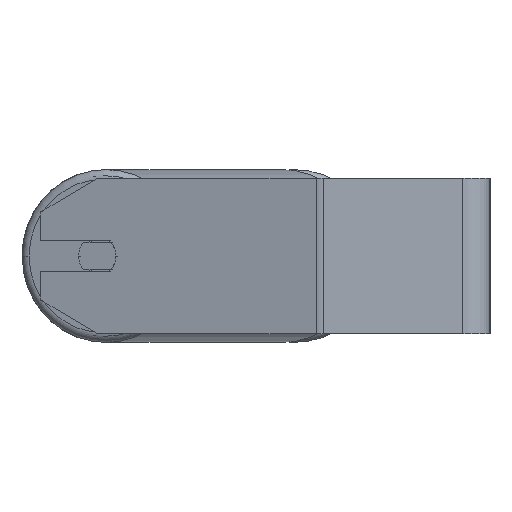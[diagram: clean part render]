
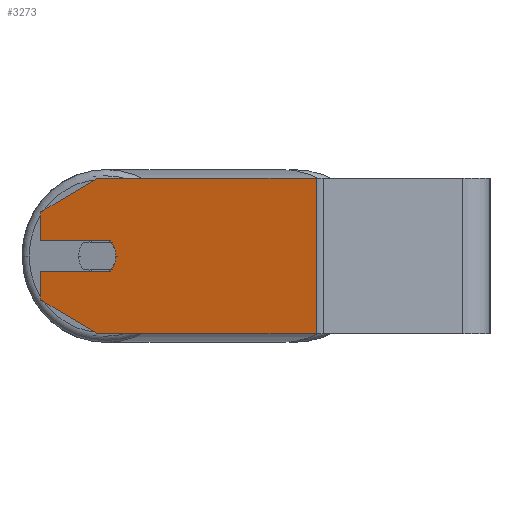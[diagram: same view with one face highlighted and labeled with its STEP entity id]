
A CAD part, left-side view. The second image highlights one B-rep face of the part: STEP entity #3273.
In plain terms, the highlighted planar face has unit normal (-0.966, 0.259, 0).
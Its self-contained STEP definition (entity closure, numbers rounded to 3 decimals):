
#1 = CARTESIAN_POINT ( 'NONE',  ( -566.545, 231.222, -8. ) ) ;
#89 = CARTESIAN_POINT ( 'NONE',  ( -574.31, 202.245, -40. ) ) ;
#139 = DIRECTION ( 'NONE',  ( 0.224, 0.837, -0.5 ) ) ;
#180 = EDGE_CURVE ( 'NONE', #4389, #8706, #7655, .T. ) ;
#258 = CARTESIAN_POINT ( 'NONE',  ( -575.863, 196.449, 8. ) ) ;
#270 = DIRECTION ( 'NONE',  ( -0.259, -0.966, 0. ) ) ;
#333 = CARTESIAN_POINT ( 'NONE',  ( -576.898, 192.585, 0. ) ) ;
#440 = ORIENTED_EDGE ( 'NONE', *, *, #1242, .F. ) ;
#485 = VERTEX_POINT ( 'NONE', #1 ) ;
#548 = EDGE_CURVE ( 'NONE', #3307, #8380, #4163, .T. ) ;
#727 = DIRECTION ( 'NONE',  ( -0.966, 0.259, 0. ) ) ;
#772 = CARTESIAN_POINT ( 'NONE',  ( -575.863, 196.449, -8. ) ) ;
#926 = CARTESIAN_POINT ( 'NONE',  ( -566.545, 231.222, 22.679 ) ) ;
#1032 = EDGE_LOOP ( 'NONE', ( #7481, #4447, #5663, #7059, #2888, #440, #6540, #5539, #7361, #5600, #4227 ) ) ;
#1118 = DIRECTION ( 'NONE',  ( -0.966, 0.259, 0. ) ) ;
#1242 = EDGE_CURVE ( 'NONE', #8706, #2984, #7924, .T. ) ;
#1290 = DIRECTION ( 'NONE',  ( 0.259, 0.966, 0. ) ) ;
#1339 = DIRECTION ( 'NONE',  ( -0.259, -0.966, 0. ) ) ;
#1357 = CARTESIAN_POINT ( 'NONE',  ( -566.545, 231.222, 22.679 ) ) ;
#1517 = VECTOR ( 'NONE', #8021, 1000. ) ;
#1530 = LINE ( 'NONE', #5521, #2270 ) ;
#1648 = VERTEX_POINT ( 'NONE', #89 ) ;
#1844 = DIRECTION ( 'NONE',  ( 0., 0., -1. ) ) ;
#2143 = DIRECTION ( 'NONE',  ( 0.259, 0.966, 0. ) ) ;
#2161 = VERTEX_POINT ( 'NONE', #772 ) ;
#2270 = VECTOR ( 'NONE', #6811, 1000. ) ;
#2420 = VECTOR ( 'NONE', #2143, 1000. ) ;
#2599 = CARTESIAN_POINT ( 'NONE',  ( -566.545, 231.222, 40. ) ) ;
#2624 = VERTEX_POINT ( 'NONE', #926 ) ;
#2748 = VECTOR ( 'NONE', #5517, 1000. ) ;
#2888 = ORIENTED_EDGE ( 'NONE', *, *, #3843, .T. ) ;
#2984 = VERTEX_POINT ( 'NONE', #3454 ) ;
#3196 = VECTOR ( 'NONE', #139, 1000. ) ;
#3273 = ADVANCED_FACE ( 'NONE', ( #5322 ), #8032, .F. ) ;
#3297 = LINE ( 'NONE', #8701, #3655 ) ;
#3307 = VERTEX_POINT ( 'NONE', #6386 ) ;
#3338 = AXIS2_PLACEMENT_3D ( 'NONE', #3635, #1118, #270 ) ;
#3341 = DIRECTION ( 'NONE',  ( 0., 0., -1. ) ) ;
#3454 = CARTESIAN_POINT ( 'NONE',  ( -604.523, 89.488, -40. ) ) ;
#3514 = EDGE_CURVE ( 'NONE', #4188, #1648, #6895, .T. ) ;
#3591 = CARTESIAN_POINT ( 'NONE',  ( -566.545, 231.222, 40. ) ) ;
#3635 = CARTESIAN_POINT ( 'NONE',  ( -574.31, 202.245, 0. ) ) ;
#3655 = VECTOR ( 'NONE', #3341, 1000. ) ;
#3843 = EDGE_CURVE ( 'NONE', #1648, #2984, #6712, .T. ) ;
#4163 = LINE ( 'NONE', #258, #2420 ) ;
#4188 = VERTEX_POINT ( 'NONE', #4655 ) ;
#4227 = ORIENTED_EDGE ( 'NONE', *, *, #7985, .F. ) ;
#4389 = VERTEX_POINT ( 'NONE', #7725 ) ;
#4392 = CIRCLE ( 'NONE', #5810, 10. ) ;
#4447 = ORIENTED_EDGE ( 'NONE', *, *, #7749, .F. ) ;
#4579 = EDGE_CURVE ( 'NONE', #485, #4188, #5271, .T. ) ;
#4591 = CARTESIAN_POINT ( 'NONE',  ( -604.523, 89.488, 40. ) ) ;
#4629 = CIRCLE ( 'NONE', #3338, 10. ) ;
#4653 = CARTESIAN_POINT ( 'NONE',  ( -566.545, 231.222, 40. ) ) ;
#4655 = CARTESIAN_POINT ( 'NONE',  ( -566.545, 231.222, -22.679 ) ) ;
#4720 = LINE ( 'NONE', #1357, #3196 ) ;
#4734 = CARTESIAN_POINT ( 'NONE',  ( -566.545, 231.222, 8. ) ) ;
#5054 = EDGE_CURVE ( 'NONE', #4389, #2624, #4720, .T. ) ;
#5133 = EDGE_CURVE ( 'NONE', #2161, #5494, #4629, .T. ) ;
#5271 = LINE ( 'NONE', #2599, #1517 ) ;
#5322 = FACE_OUTER_BOUND ( 'NONE', #1032, .T. ) ;
#5494 = VERTEX_POINT ( 'NONE', #333 ) ;
#5517 = DIRECTION ( 'NONE',  ( -0.224, -0.837, -0.5 ) ) ;
#5521 = CARTESIAN_POINT ( 'NONE',  ( -575.863, 196.449, -8. ) ) ;
#5539 = ORIENTED_EDGE ( 'NONE', *, *, #5054, .T. ) ;
#5600 = ORIENTED_EDGE ( 'NONE', *, *, #548, .F. ) ;
#5663 = ORIENTED_EDGE ( 'NONE', *, *, #4579, .T. ) ;
#5717 = VECTOR ( 'NONE', #6042, 1000. ) ;
#5810 = AXIS2_PLACEMENT_3D ( 'NONE', #7412, #727, #1339 ) ;
#6042 = DIRECTION ( 'NONE',  ( -0.259, -0.966, 0. ) ) ;
#6228 = DIRECTION ( 'NONE',  ( -0.259, -0.966, 0. ) ) ;
#6386 = CARTESIAN_POINT ( 'NONE',  ( -575.863, 196.449, 8. ) ) ;
#6540 = ORIENTED_EDGE ( 'NONE', *, *, #180, .F. ) ;
#6595 = CARTESIAN_POINT ( 'NONE',  ( -604.523, 89.488, 40. ) ) ;
#6685 = VECTOR ( 'NONE', #6228, 1000. ) ;
#6712 = LINE ( 'NONE', #7419, #5717 ) ;
#6811 = DIRECTION ( 'NONE',  ( -0.259, -0.966, 0. ) ) ;
#6895 = LINE ( 'NONE', #8412, #2748 ) ;
#7059 = ORIENTED_EDGE ( 'NONE', *, *, #3514, .T. ) ;
#7226 = EDGE_CURVE ( 'NONE', #2624, #8380, #3297, .T. ) ;
#7360 = DIRECTION ( 'NONE',  ( 0.966, -0.259, 0. ) ) ;
#7361 = ORIENTED_EDGE ( 'NONE', *, *, #7226, .T. ) ;
#7412 = CARTESIAN_POINT ( 'NONE',  ( -574.31, 202.245, 0. ) ) ;
#7419 = CARTESIAN_POINT ( 'NONE',  ( -566.545, 231.222, -40. ) ) ;
#7481 = ORIENTED_EDGE ( 'NONE', *, *, #5133, .F. ) ;
#7655 = LINE ( 'NONE', #3591, #6685 ) ;
#7725 = CARTESIAN_POINT ( 'NONE',  ( -574.31, 202.245, 40. ) ) ;
#7749 = EDGE_CURVE ( 'NONE', #485, #2161, #1530, .T. ) ;
#7924 = LINE ( 'NONE', #6595, #8535 ) ;
#7985 = EDGE_CURVE ( 'NONE', #5494, #3307, #4392, .T. ) ;
#8021 = DIRECTION ( 'NONE',  ( 0., 0., -1. ) ) ;
#8032 = PLANE ( 'NONE',  #8570 ) ;
#8380 = VERTEX_POINT ( 'NONE', #4734 ) ;
#8412 = CARTESIAN_POINT ( 'NONE',  ( -574.31, 202.245, -40. ) ) ;
#8535 = VECTOR ( 'NONE', #1844, 1000. ) ;
#8570 = AXIS2_PLACEMENT_3D ( 'NONE', #4653, #7360, #1290 ) ;
#8701 = CARTESIAN_POINT ( 'NONE',  ( -566.545, 231.222, 40. ) ) ;
#8706 = VERTEX_POINT ( 'NONE', #4591 ) ;
